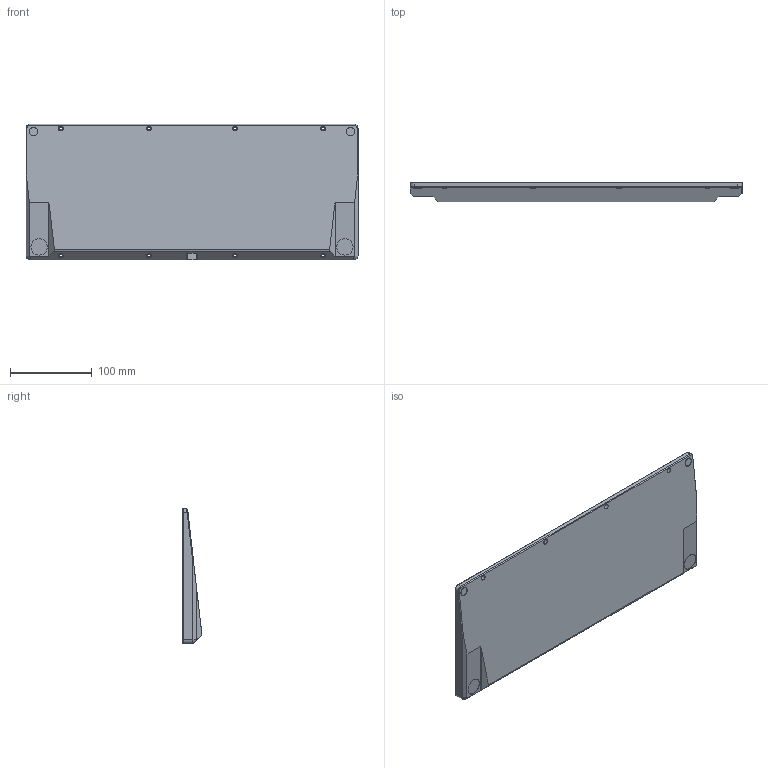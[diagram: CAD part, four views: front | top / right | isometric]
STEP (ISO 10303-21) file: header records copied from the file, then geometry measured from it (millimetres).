
FILE_DESCRIPTION(/* description */ ('Alibre Inc.'),/* implementation_level */ '2;1');
FILE_NAME(/* name */ 'export-6AEB768C-C97C-46E1-9E94-D7D976448619',/* time_stamp */ '2022-03-12T00:03:37-05:00',/* author */ (''),/* organization */ (''),/* preprocessor_version */ 'ST-DEVELOPER v17',/* originating_system */ 'Alibre',/* authorisation */ '');
FILE_SCHEMA (('AUTOMOTIVE_DESIGN'));
Length unit declared in the file: millimetre
Bounding box: 405 x 23.96 x 165 mm (x, y, z)
Volume: 675406.9 mm3; surface area: 156532.9 mm2
Topology: 1 solids, 1 shells, 183 faces, 456 edges, 290 vertices
Faces by surface type: plane 88, cylinder 67, cone 22, bspline 6
Full cylindrical faces by diameter (mm): 2.5 x4, 3.4 x8, 6 x8, 10.5 x2, 20 x2
Entity records: 5429 total; most frequent: CARTESIAN_POINT 1245, ORIENTED_EDGE 824, DIRECTION 808, EDGE_CURVE 412, AXIS2_PLACEMENT_3D 323, VERTEX_POINT 278, VECTOR 248, LINE 248
